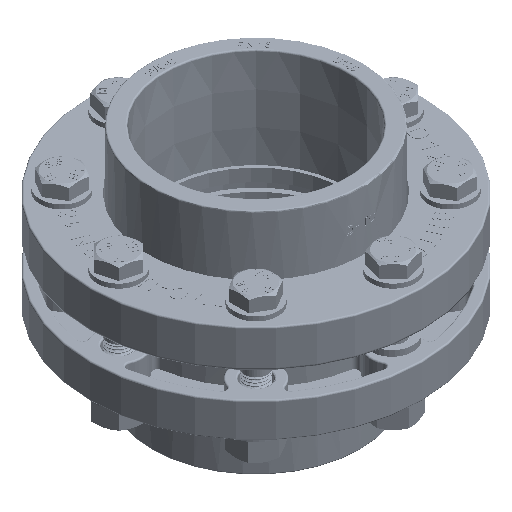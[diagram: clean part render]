
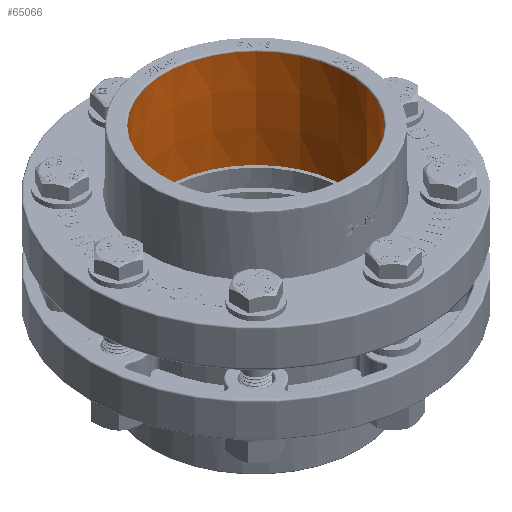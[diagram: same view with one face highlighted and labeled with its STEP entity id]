
A CAD part, isometric view. The second image highlights one B-rep face of the part: STEP entity #65066.
In plain terms, the highlighted conical face has half-angle 0.627 degrees and reference radius 63 mm.
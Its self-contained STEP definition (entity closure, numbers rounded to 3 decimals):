
#428=CONICAL_SURFACE('',#68741,63.,0.011);
#7765=LINE('',#154154,#13700);
#13700=VECTOR('',#81311,63.);
#20127=FACE_OUTER_BOUND('',#23918,.T.);
#23918=EDGE_LOOP('',(#58994,#58995,#58996,#58997));
#24968=CIRCLE('',#68739,62.25);
#24970=CIRCLE('',#68742,62.989);
#31091=VERTEX_POINT('',#154148);
#31093=VERTEX_POINT('',#154153);
#40457=EDGE_CURVE('',#31091,#31091,#24968,.T.);
#40459=EDGE_CURVE('',#31091,#31093,#7765,.T.);
#40460=EDGE_CURVE('',#31093,#31093,#24970,.T.);
#58994=ORIENTED_EDGE('',*,*,#40457,.T.);
#58995=ORIENTED_EDGE('',*,*,#40459,.T.);
#58996=ORIENTED_EDGE('',*,*,#40460,.T.);
#58997=ORIENTED_EDGE('',*,*,#40459,.F.);
#65066=ADVANCED_FACE('',(#20127),#428,.F.);
#68739=AXIS2_PLACEMENT_3D('',#154149,#81305,#81306);
#68741=AXIS2_PLACEMENT_3D('',#154152,#81309,#81310);
#68742=AXIS2_PLACEMENT_3D('',#154155,#81312,#81313);
#81305=DIRECTION('center_axis',(0.,0.,-1.));
#81306=DIRECTION('ref_axis',(-0.707,-0.707,0.));
#81309=DIRECTION('center_axis',(0.,0.,1.));
#81310=DIRECTION('ref_axis',(-0.707,-0.707,0.));
#81311=DIRECTION('',(0.008,0.008,1.));
#81312=DIRECTION('center_axis',(0.,0.,1.));
#81313=DIRECTION('ref_axis',(0.707,0.707,0.));
#154148=CARTESIAN_POINT('',(44.017,44.017,7.7));
#154149=CARTESIAN_POINT('Origin',(0.,0.,7.7));
#154152=CARTESIAN_POINT('Origin',(0.,0.,76.2));
#154153=CARTESIAN_POINT('',(44.54,44.54,75.211));
#154154=CARTESIAN_POINT('',(44.548,44.548,76.2));
#154155=CARTESIAN_POINT('Origin',(0.,0.,75.211));
